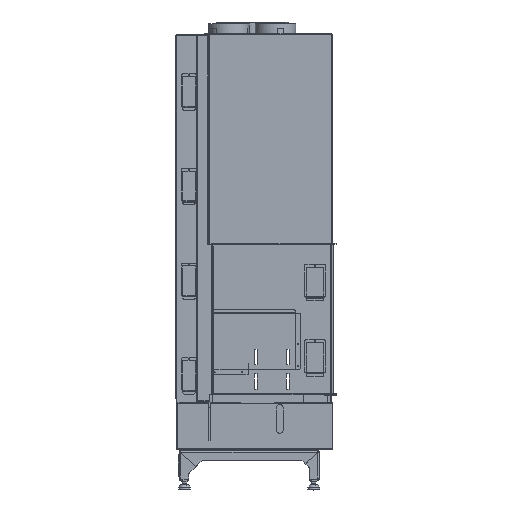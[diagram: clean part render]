
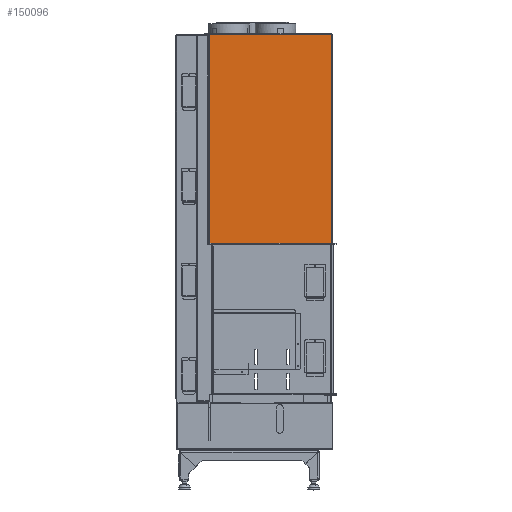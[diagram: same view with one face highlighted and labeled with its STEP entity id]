
A CAD part, top view. The second image highlights one B-rep face of the part: STEP entity #150096.
In plain terms, the highlighted planar face has unit normal (0, 0, 1).
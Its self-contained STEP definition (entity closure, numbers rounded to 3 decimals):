
#421 = EDGE_CURVE ( 'NONE', #105471, #67335, #139437, .T. ) ;
#2322 = FACE_OUTER_BOUND ( 'NONE', #31677, .T. ) ;
#5948 = CARTESIAN_POINT ( 'NONE',  ( 468.5, 1418.764, 531.7 ) ) ;
#6417 = EDGE_CURVE ( 'NONE', #11888, #116380, #21953, .T. ) ;
#6616 = EDGE_CURVE ( 'NONE', #14985, #11888, #14290, .T. ) ;
#6843 = EDGE_CURVE ( 'NONE', #85628, #14985, #79484, .T. ) ;
#7602 = ORIENTED_EDGE ( 'NONE', *, *, #6843, .F. ) ;
#8443 = VECTOR ( 'NONE', #121869, 1000. ) ;
#8743 = ORIENTED_EDGE ( 'NONE', *, *, #21145, .F. ) ;
#9135 = PLANE ( 'NONE',  #59951 ) ;
#11100 = VERTEX_POINT ( 'NONE', #52686 ) ;
#11303 = CARTESIAN_POINT ( 'NONE',  ( 35.33, 658.764, 531.7 ) ) ;
#11888 = VERTEX_POINT ( 'NONE', #11303 ) ;
#14290 = LINE ( 'NONE', #43991, #34833 ) ;
#14854 = ORIENTED_EDGE ( 'NONE', *, *, #6417, .F. ) ;
#14944 = CARTESIAN_POINT ( 'NONE',  ( 471.5, 1418.764, 531.7 ) ) ;
#14985 = VERTEX_POINT ( 'NONE', #22353 ) ;
#21145 = EDGE_CURVE ( 'NONE', #61721, #105471, #144431, .T. ) ;
#21953 = LINE ( 'NONE', #88860, #130259 ) ;
#22353 = CARTESIAN_POINT ( 'NONE',  ( 43.33, 658.764, 531.7 ) ) ;
#23050 = CARTESIAN_POINT ( 'NONE',  ( 55.33, 658.764, 531.7 ) ) ;
#25833 = ORIENTED_EDGE ( 'NONE', *, *, #421, .F. ) ;
#31677 = EDGE_LOOP ( 'NONE', ( #25833, #8743, #34042, #137519, #14854, #139194, #7602, #47446 ) ) ;
#34042 = ORIENTED_EDGE ( 'NONE', *, *, #87946, .T. ) ;
#34833 = VECTOR ( 'NONE', #79906, 1000. ) ;
#41492 = CARTESIAN_POINT ( 'NONE',  ( 24., 1418.764, 531.7 ) ) ;
#43991 = CARTESIAN_POINT ( 'NONE',  ( 471.5, 658.764, 531.7 ) ) ;
#47446 = ORIENTED_EDGE ( 'NONE', *, *, #143095, .F. ) ;
#50873 = VECTOR ( 'NONE', #77102, 1000. ) ;
#51392 = VECTOR ( 'NONE', #58076, 1000. ) ;
#51684 = EDGE_CURVE ( 'NONE', #11100, #116380, #141877, .T. ) ;
#52686 = CARTESIAN_POINT ( 'NONE',  ( 24., 1418.764, 531.7 ) ) ;
#56532 = CARTESIAN_POINT ( 'NONE',  ( 471.5, 658.764, 531.7 ) ) ;
#58076 = DIRECTION ( 'NONE',  ( -1., 0., 0. ) ) ;
#59951 = AXIS2_PLACEMENT_3D ( 'NONE', #69575, #104095, #105126 ) ;
#61721 = VERTEX_POINT ( 'NONE', #5948 ) ;
#65000 = DIRECTION ( 'NONE',  ( 0., -1., 0. ) ) ;
#67206 = CARTESIAN_POINT ( 'NONE',  ( 471.5, 658.764, 531.7 ) ) ;
#67335 = VERTEX_POINT ( 'NONE', #103455 ) ;
#69575 = CARTESIAN_POINT ( 'NONE',  ( 471.5, 1418.764, 531.7 ) ) ;
#77102 = DIRECTION ( 'NONE',  ( -1., 0., 0. ) ) ;
#79484 = LINE ( 'NONE', #110706, #139500 ) ;
#79906 = DIRECTION ( 'NONE',  ( -1., 0., 0. ) ) ;
#82648 = LINE ( 'NONE', #67206, #50873 ) ;
#85628 = VERTEX_POINT ( 'NONE', #23050 ) ;
#87946 = EDGE_CURVE ( 'NONE', #61721, #11100, #103631, .T. ) ;
#88860 = CARTESIAN_POINT ( 'NONE',  ( 471.5, 658.764, 531.7 ) ) ;
#89910 = DIRECTION ( 'NONE',  ( -1., 0., 0. ) ) ;
#91063 = DIRECTION ( 'NONE',  ( 0., -1., 0. ) ) ;
#91158 = CARTESIAN_POINT ( 'NONE',  ( 468.5, 658.764, 531.7 ) ) ;
#103455 = CARTESIAN_POINT ( 'NONE',  ( 63.33, 658.764, 531.7 ) ) ;
#103631 = LINE ( 'NONE', #14944, #8443 ) ;
#104095 = DIRECTION ( 'NONE',  ( 0., 0., -1. ) ) ;
#105126 = DIRECTION ( 'NONE',  ( 0., 1., 0. ) ) ;
#105471 = VERTEX_POINT ( 'NONE', #91158 ) ;
#110706 = CARTESIAN_POINT ( 'NONE',  ( 471.5, 658.764, 531.7 ) ) ;
#110993 = CARTESIAN_POINT ( 'NONE',  ( 24., 658.764, 531.7 ) ) ;
#111214 = DIRECTION ( 'NONE',  ( -1., 0., 0. ) ) ;
#115113 = CARTESIAN_POINT ( 'NONE',  ( 468.5, 1418.764, 531.7 ) ) ;
#116380 = VERTEX_POINT ( 'NONE', #110993 ) ;
#117457 = VECTOR ( 'NONE', #65000, 1000. ) ;
#121869 = DIRECTION ( 'NONE',  ( -1., 0., 0. ) ) ;
#130259 = VECTOR ( 'NONE', #89910, 1000. ) ;
#137519 = ORIENTED_EDGE ( 'NONE', *, *, #51684, .T. ) ;
#138929 = VECTOR ( 'NONE', #91063, 1000. ) ;
#139194 = ORIENTED_EDGE ( 'NONE', *, *, #6616, .F. ) ;
#139437 = LINE ( 'NONE', #56532, #51392 ) ;
#139500 = VECTOR ( 'NONE', #111214, 1000. ) ;
#141877 = LINE ( 'NONE', #41492, #117457 ) ;
#143095 = EDGE_CURVE ( 'NONE', #67335, #85628, #82648, .T. ) ;
#144431 = LINE ( 'NONE', #115113, #138929 ) ;
#150096 = ADVANCED_FACE ( 'NONE', ( #2322 ), #9135, .F. ) ;
